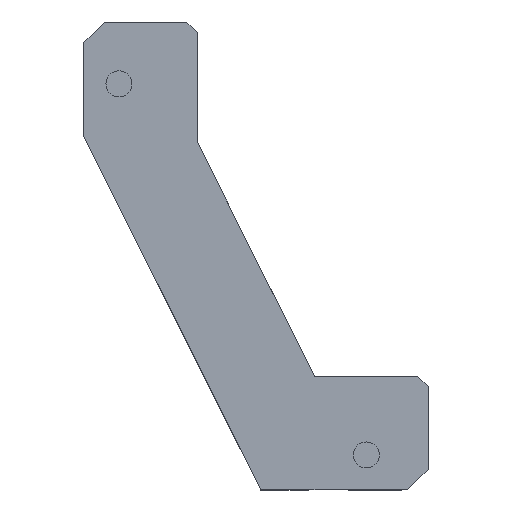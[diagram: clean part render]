
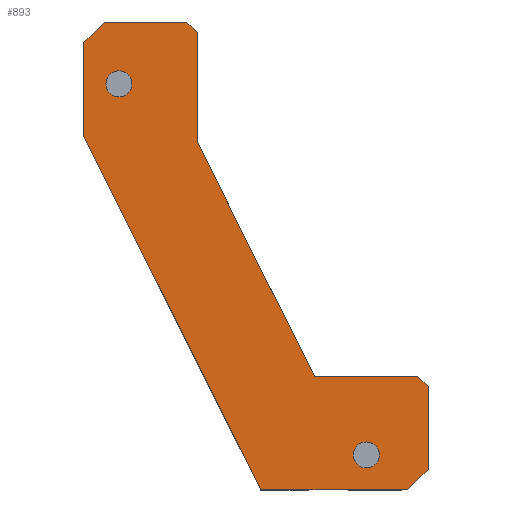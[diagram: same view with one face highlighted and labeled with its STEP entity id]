
A CAD part, top view. The second image highlights one B-rep face of the part: STEP entity #893.
In plain terms, the highlighted planar face has unit normal (0, 0, 1).
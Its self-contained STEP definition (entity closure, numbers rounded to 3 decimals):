
#21=FACE_BOUND('',#338,.T.);
#22=FACE_BOUND('',#339,.T.);
#66=LINE('',#1319,#180);
#113=LINE('',#1411,#227);
#115=LINE('',#1415,#229);
#117=LINE('',#1419,#231);
#120=LINE('',#1425,#234);
#123=LINE('',#1430,#237);
#125=LINE('',#1434,#239);
#126=LINE('',#1437,#240);
#127=LINE('',#1439,#241);
#128=LINE('',#1440,#242);
#129=LINE('',#1441,#243);
#130=LINE('',#1442,#244);
#180=VECTOR('',#1062,10.);
#227=VECTOR('',#1145,10.);
#229=VECTOR('',#1149,10.);
#231=VECTOR('',#1153,10.);
#234=VECTOR('',#1158,10.);
#237=VECTOR('',#1163,10.);
#239=VECTOR('',#1167,10.);
#240=VECTOR('',#1170,10.);
#241=VECTOR('',#1171,10.);
#242=VECTOR('',#1172,10.);
#243=VECTOR('',#1173,10.);
#244=VECTOR('',#1174,10.);
#287=FACE_OUTER_BOUND('',#337,.T.);
#337=EDGE_LOOP('',(#746,#747,#748,#749,#750,#751,#752,#753,#754,#755,#756,
#757));
#338=EDGE_LOOP('',(#758));
#339=EDGE_LOOP('',(#759));
#361=CIRCLE('',#964,3.15);
#362=CIRCLE('',#965,3.15);
#406=VERTEX_POINT('',#1316);
#407=VERTEX_POINT('',#1318);
#433=VERTEX_POINT('',#1408);
#434=VERTEX_POINT('',#1410);
#435=VERTEX_POINT('',#1414);
#436=VERTEX_POINT('',#1418);
#437=VERTEX_POINT('',#1422);
#438=VERTEX_POINT('',#1424);
#439=VERTEX_POINT('',#1428);
#440=VERTEX_POINT('',#1432);
#441=VERTEX_POINT('',#1436);
#442=VERTEX_POINT('',#1438);
#443=VERTEX_POINT('',#1443);
#444=VERTEX_POINT('',#1445);
#496=EDGE_CURVE('',#407,#406,#66,.T.);
#543=EDGE_CURVE('',#434,#433,#113,.T.);
#545=EDGE_CURVE('',#434,#435,#115,.T.);
#547=EDGE_CURVE('',#436,#435,#117,.T.);
#550=EDGE_CURVE('',#438,#437,#120,.T.);
#553=EDGE_CURVE('',#437,#439,#123,.T.);
#555=EDGE_CURVE('',#440,#433,#125,.T.);
#556=EDGE_CURVE('',#441,#440,#126,.T.);
#557=EDGE_CURVE('',#442,#441,#127,.T.);
#558=EDGE_CURVE('',#442,#438,#128,.T.);
#559=EDGE_CURVE('',#439,#407,#129,.T.);
#560=EDGE_CURVE('',#406,#436,#130,.T.);
#561=EDGE_CURVE('',#443,#443,#361,.T.);
#562=EDGE_CURVE('',#444,#444,#362,.T.);
#746=ORIENTED_EDGE('',*,*,#543,.T.);
#747=ORIENTED_EDGE('',*,*,#555,.F.);
#748=ORIENTED_EDGE('',*,*,#556,.F.);
#749=ORIENTED_EDGE('',*,*,#557,.F.);
#750=ORIENTED_EDGE('',*,*,#558,.T.);
#751=ORIENTED_EDGE('',*,*,#550,.T.);
#752=ORIENTED_EDGE('',*,*,#553,.T.);
#753=ORIENTED_EDGE('',*,*,#559,.T.);
#754=ORIENTED_EDGE('',*,*,#496,.T.);
#755=ORIENTED_EDGE('',*,*,#560,.T.);
#756=ORIENTED_EDGE('',*,*,#547,.T.);
#757=ORIENTED_EDGE('',*,*,#545,.F.);
#758=ORIENTED_EDGE('',*,*,#561,.F.);
#759=ORIENTED_EDGE('',*,*,#562,.F.);
#847=PLANE('',#963);
#893=ADVANCED_FACE('',(#287,#21,#22),#847,.F.);
#963=AXIS2_PLACEMENT_3D('',#1435,#1168,#1169);
#964=AXIS2_PLACEMENT_3D('',#1444,#1175,#1176);
#965=AXIS2_PLACEMENT_3D('',#1446,#1177,#1178);
#1062=DIRECTION('',(0.447,-0.894,0.));
#1145=DIRECTION('',(-0.707,0.707,0.));
#1149=DIRECTION('',(0.,-1.,0.));
#1153=DIRECTION('',(0.707,0.707,0.));
#1158=DIRECTION('',(-1.,0.,0.));
#1163=DIRECTION('',(-0.707,-0.707,0.));
#1167=DIRECTION('',(1.,0.,0.));
#1168=DIRECTION('center_axis',(0.,0.,-1.));
#1169=DIRECTION('ref_axis',(1.,0.,0.));
#1170=DIRECTION('',(0.447,-0.894,0.));
#1171=DIRECTION('',(0.,-1.,0.));
#1172=DIRECTION('',(-0.707,0.707,0.));
#1173=DIRECTION('',(0.,-1.,0.));
#1174=DIRECTION('',(1.,0.,0.));
#1175=DIRECTION('center_axis',(0.,0.,1.));
#1176=DIRECTION('ref_axis',(1.,0.,0.));
#1177=DIRECTION('center_axis',(0.,0.,1.));
#1178=DIRECTION('ref_axis',(1.,0.,0.));
#1316=CARTESIAN_POINT('',(-175.611,-113.5,0.));
#1318=CARTESIAN_POINT('',(-218.5,-27.721,0.));
#1319=CARTESIAN_POINT('',(-218.5,-27.721,0.));
#1408=CARTESIAN_POINT('',(-137.5,-86.,0.));
#1410=CARTESIAN_POINT('',(-135.,-88.5,0.));
#1411=CARTESIAN_POINT('',(-154.,-69.5,0.));
#1414=CARTESIAN_POINT('',(-135.,-108.5,0.));
#1415=CARTESIAN_POINT('',(-135.,-86.,0.));
#1418=CARTESIAN_POINT('',(-140.,-113.5,0.));
#1419=CARTESIAN_POINT('',(-133.75,-107.25,0.));
#1422=CARTESIAN_POINT('',(-213.5,0.,0.));
#1424=CARTESIAN_POINT('',(-193.5,0.,0.));
#1425=CARTESIAN_POINT('',(-191.,0.,0.));
#1428=CARTESIAN_POINT('',(-218.5,-5.,0.));
#1430=CARTESIAN_POINT('',(-219.75,-6.25,0.));
#1432=CARTESIAN_POINT('',(-162.528,-86.,0.));
#1434=CARTESIAN_POINT('',(-162.528,-86.,0.));
#1435=CARTESIAN_POINT('Origin',(-176.75,-56.75,0.));
#1436=CARTESIAN_POINT('',(-191.,-29.056,0.));
#1437=CARTESIAN_POINT('',(-191.,-29.056,0.));
#1438=CARTESIAN_POINT('',(-191.,-2.5,0.));
#1439=CARTESIAN_POINT('',(-191.,0.,0.));
#1440=CARTESIAN_POINT('',(-174.5,-19.,0.));
#1441=CARTESIAN_POINT('',(-218.5,0.,0.));
#1442=CARTESIAN_POINT('',(-175.611,-113.5,0.));
#1443=CARTESIAN_POINT('',(-153.15,-105.,0.));
#1444=CARTESIAN_POINT('Origin',(-150.,-105.,0.));
#1445=CARTESIAN_POINT('',(-213.15,-15.,0.));
#1446=CARTESIAN_POINT('Origin',(-210.,-15.,0.));
